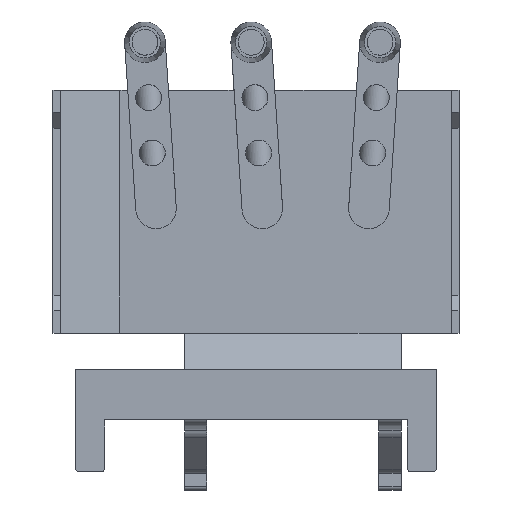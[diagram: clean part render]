
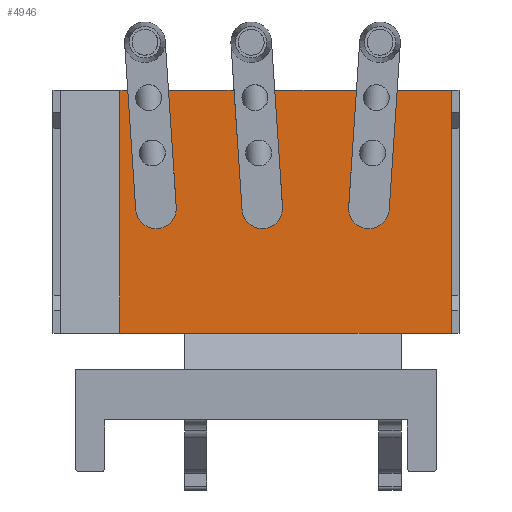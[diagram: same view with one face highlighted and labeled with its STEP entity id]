
A CAD part, front view. The second image highlights one B-rep face of the part: STEP entity #4946.
In plain terms, the highlighted planar face has unit normal (0, -1, 0).
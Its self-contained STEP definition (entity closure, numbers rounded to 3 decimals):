
#1476=CARTESIAN_POINT('',(-18.456,2.25,-12.325));
#1477=VERTEX_POINT('',#1476);
#1484=CARTESIAN_POINT('',(-18.456,2.25,20.575));
#1485=VERTEX_POINT('',#1484);
#1486=CARTESIAN_POINT('',(-18.456,2.25,20.575));
#1487=DIRECTION('',(0.0,0.0,-1.0));
#1488=VECTOR('',#1487,32.9);
#1489=LINE('',#1486,#1488);
#1490=EDGE_CURVE('',#1485,#1477,#1489,.T.);
#2003=CARTESIAN_POINT('',(26.5,2.25,-12.325));
#2004=VERTEX_POINT('',#2003);
#2044=CARTESIAN_POINT('',(26.5,2.25,20.575));
#2045=VERTEX_POINT('',#2044);
#2052=CARTESIAN_POINT('',(26.5,2.25,-12.325));
#2053=DIRECTION('',(0.0,0.0,1.0));
#2054=VECTOR('',#2053,32.9);
#2055=LINE('',#2052,#2054);
#2056=EDGE_CURVE('',#2004,#2045,#2055,.T.);
#2450=CARTESIAN_POINT('',(19.65,2.25,-12.325));
#2451=VERTEX_POINT('',#2450);
#3371=CARTESIAN_POINT('',(19.123,2.25,20.575));
#3372=VERTEX_POINT('',#3371);
#3379=CARTESIAN_POINT('',(26.5,2.25,20.575));
#3380=DIRECTION('',(-1.0,0.0,0.0));
#3381=VECTOR('',#3380,7.377);
#3382=LINE('',#3379,#3381);
#3383=EDGE_CURVE('',#2045,#3372,#3382,.T.);
#3474=CARTESIAN_POINT('',(26.5,2.25,-12.325));
#3475=DIRECTION('',(-1.0,0.0,0.0));
#3476=VECTOR('',#3475,6.85);
#3477=LINE('',#3474,#3476);
#3478=EDGE_CURVE('',#2004,#2451,#3477,.T.);
#3735=CARTESIAN_POINT('',(-9.65,2.25,-12.325));
#3736=VERTEX_POINT('',#3735);
#3890=CARTESIAN_POINT('',(-9.65,2.25,-12.325));
#3891=DIRECTION('',(1.0,0.0,0.0));
#3892=VECTOR('',#3891,29.3);
#3893=LINE('',#3890,#3892);
#3894=EDGE_CURVE('',#3736,#2451,#3893,.T.);
#4327=CARTESIAN_POINT('',(-17.373,2.25,20.575));
#4328=VERTEX_POINT('',#4327);
#4335=CARTESIAN_POINT('',(-16.294,2.25,4.392));
#4336=VERTEX_POINT('',#4335);
#4337=CARTESIAN_POINT('',(-16.294,2.25,4.392));
#4338=DIRECTION('',(-0.067,0.0,0.998));
#4339=VECTOR('',#4338,16.219);
#4340=LINE('',#4337,#4339);
#4341=EDGE_CURVE('',#4336,#4328,#4340,.T.);
#4359=CARTESIAN_POINT('',(-10.806,2.25,4.758));
#4360=VERTEX_POINT('',#4359);
#4361=CARTESIAN_POINT('',(-13.55,2.25,4.575));
#4362=DIRECTION('',(0.0,1.0,0.0));
#4363=DIRECTION('',(-0.998,0.0,-0.067));
#4364=AXIS2_PLACEMENT_3D('',#4361,#4362,#4363);
#4365=CIRCLE('',#4364,2.75);
#4366=EDGE_CURVE('',#4360,#4336,#4365,.T.);
#4384=CARTESIAN_POINT('',(-11.861,2.25,20.575));
#4385=VERTEX_POINT('',#4384);
#4386=CARTESIAN_POINT('',(-11.861,2.25,20.575));
#4387=DIRECTION('',(0.067,0.0,-0.998));
#4388=VECTOR('',#4387,15.852);
#4389=LINE('',#4386,#4388);
#4390=EDGE_CURVE('',#4385,#4360,#4389,.T.);
#4488=CARTESIAN_POINT('',(-2.973,2.25,20.575));
#4489=VERTEX_POINT('',#4488);
#4496=CARTESIAN_POINT('',(-1.894,2.25,4.392));
#4497=VERTEX_POINT('',#4496);
#4498=CARTESIAN_POINT('',(-1.894,2.25,4.392));
#4499=DIRECTION('',(-0.067,0.0,0.998));
#4500=VECTOR('',#4499,16.219);
#4501=LINE('',#4498,#4500);
#4502=EDGE_CURVE('',#4497,#4489,#4501,.T.);
#4520=CARTESIAN_POINT('',(3.594,2.25,4.758));
#4521=VERTEX_POINT('',#4520);
#4522=CARTESIAN_POINT('',(0.85,2.25,4.575));
#4523=DIRECTION('',(0.0,1.0,0.0));
#4524=DIRECTION('',(-0.998,0.0,-0.067));
#4525=AXIS2_PLACEMENT_3D('',#4522,#4523,#4524);
#4526=CIRCLE('',#4525,2.75);
#4527=EDGE_CURVE('',#4521,#4497,#4526,.T.);
#4545=CARTESIAN_POINT('',(2.539,2.25,20.575));
#4546=VERTEX_POINT('',#4545);
#4547=CARTESIAN_POINT('',(2.539,2.25,20.575));
#4548=DIRECTION('',(0.067,0.0,-0.998));
#4549=VECTOR('',#4548,15.852);
#4550=LINE('',#4547,#4549);
#4551=EDGE_CURVE('',#4546,#4521,#4550,.T.);
#4665=CARTESIAN_POINT('',(13.611,2.25,20.575));
#4666=VERTEX_POINT('',#4665);
#4673=CARTESIAN_POINT('',(12.556,2.25,4.758));
#4674=VERTEX_POINT('',#4673);
#4675=CARTESIAN_POINT('',(12.556,2.25,4.758));
#4676=DIRECTION('',(0.067,0.0,0.998));
#4677=VECTOR('',#4676,15.852);
#4678=LINE('',#4675,#4677);
#4679=EDGE_CURVE('',#4674,#4666,#4678,.T.);
#4697=CARTESIAN_POINT('',(18.044,2.25,4.392));
#4698=VERTEX_POINT('',#4697);
#4699=CARTESIAN_POINT('',(15.3,2.25,4.575));
#4700=DIRECTION('',(0.0,1.0,0.0));
#4701=DIRECTION('',(-0.998,0.0,0.067));
#4702=AXIS2_PLACEMENT_3D('',#4699,#4700,#4701);
#4703=CIRCLE('',#4702,2.75);
#4704=EDGE_CURVE('',#4698,#4674,#4703,.T.);
#4722=CARTESIAN_POINT('',(19.123,2.25,20.575));
#4723=DIRECTION('',(-0.067,0.0,-0.998));
#4724=VECTOR('',#4723,16.219);
#4725=LINE('',#4722,#4724);
#4726=EDGE_CURVE('',#3372,#4698,#4725,.T.);
#4884=CARTESIAN_POINT('',(-2.973,2.25,20.575));
#4885=DIRECTION('',(-1.0,0.0,0.0));
#4886=VECTOR('',#4885,8.888);
#4887=LINE('',#4884,#4886);
#4888=EDGE_CURVE('',#4489,#4385,#4887,.T.);
#4901=CARTESIAN_POINT('',(13.611,2.25,20.575));
#4902=DIRECTION('',(-1.0,0.0,0.0));
#4903=VECTOR('',#4902,11.072);
#4904=LINE('',#4901,#4903);
#4905=EDGE_CURVE('',#4666,#4546,#4904,.T.);
#4911=CARTESIAN_POINT('',(0.,2.25,7.724));
#4912=DIRECTION('',(0.0,1.0,0.0));
#4913=DIRECTION('',(0.0,0.0,1.0));
#4914=AXIS2_PLACEMENT_3D('',#4911,#4912,#4913);
#4915=PLANE('',#4914);
#4916=ORIENTED_EDGE('',*,*,#1490,.T.);
#4917=CARTESIAN_POINT('',(-9.65,2.25,-12.325));
#4918=DIRECTION('',(-1.0,0.0,0.0));
#4919=VECTOR('',#4918,8.806);
#4920=LINE('',#4917,#4919);
#4921=EDGE_CURVE('',#3736,#1477,#4920,.T.);
#4922=ORIENTED_EDGE('',*,*,#4921,.F.);
#4923=ORIENTED_EDGE('',*,*,#3894,.T.);
#4924=ORIENTED_EDGE('',*,*,#3478,.F.);
#4925=ORIENTED_EDGE('',*,*,#2056,.T.);
#4926=ORIENTED_EDGE('',*,*,#3383,.T.);
#4927=ORIENTED_EDGE('',*,*,#4726,.T.);
#4928=ORIENTED_EDGE('',*,*,#4704,.T.);
#4929=ORIENTED_EDGE('',*,*,#4679,.T.);
#4930=ORIENTED_EDGE('',*,*,#4905,.T.);
#4931=ORIENTED_EDGE('',*,*,#4551,.T.);
#4932=ORIENTED_EDGE('',*,*,#4527,.T.);
#4933=ORIENTED_EDGE('',*,*,#4502,.T.);
#4934=ORIENTED_EDGE('',*,*,#4888,.T.);
#4935=ORIENTED_EDGE('',*,*,#4390,.T.);
#4936=ORIENTED_EDGE('',*,*,#4366,.T.);
#4937=ORIENTED_EDGE('',*,*,#4341,.T.);
#4938=CARTESIAN_POINT('',(-17.373,2.25,20.575));
#4939=DIRECTION('',(-1.0,0.0,0.0));
#4940=VECTOR('',#4939,1.082);
#4941=LINE('',#4938,#4940);
#4942=EDGE_CURVE('',#4328,#1485,#4941,.T.);
#4943=ORIENTED_EDGE('',*,*,#4942,.T.);
#4944=EDGE_LOOP('',(#4916,#4922,#4923,#4924,#4925,#4926,#4927,#4928,#4929,#4930,#4931,#4932,#4933,#4934,#4935,#4936,#4937,#4943));
#4945=FACE_OUTER_BOUND('',#4944,.T.);
#4946=ADVANCED_FACE('',(#4945),#4915,.F.);
